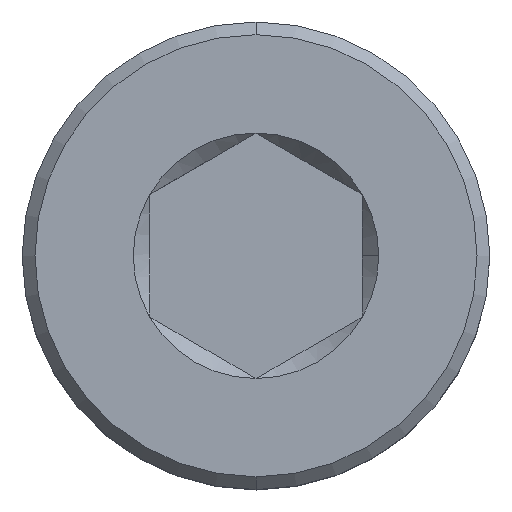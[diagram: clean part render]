
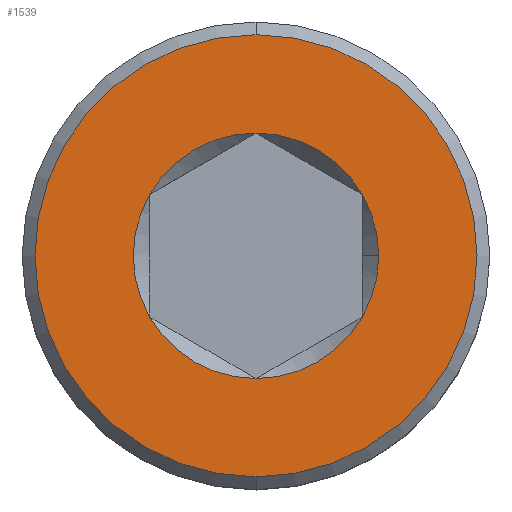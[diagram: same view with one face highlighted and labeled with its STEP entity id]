
A CAD part, top view. The second image highlights one B-rep face of the part: STEP entity #1539.
In plain terms, the highlighted planar face has unit normal (0, 0, 1).
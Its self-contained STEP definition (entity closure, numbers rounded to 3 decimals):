
#18=FACE_BOUND('',#219,.T.);
#20=PLANE('',#1652);
#128=FACE_OUTER_BOUND('',#218,.T.);
#218=EDGE_LOOP('',(#1200,#1201));
#219=EDGE_LOOP('',(#1202,#1203,#1204,#1205,#1206,#1207,#1208));
#249=CIRCLE('',#1644,1.443);
#253=CIRCLE('',#1651,2.6);
#254=CIRCLE('',#1653,2.6);
#255=CIRCLE('',#1654,1.443);
#256=CIRCLE('',#1655,1.443);
#257=CIRCLE('',#1656,1.443);
#258=CIRCLE('',#1657,1.443);
#259=CIRCLE('',#1658,1.443);
#260=CIRCLE('',#1659,1.443);
#678=VERTEX_POINT('',#3149);
#679=VERTEX_POINT('',#3156);
#686=VERTEX_POINT('',#3175);
#687=VERTEX_POINT('',#3176);
#688=VERTEX_POINT('',#3182);
#689=VERTEX_POINT('',#3183);
#690=VERTEX_POINT('',#3185);
#691=VERTEX_POINT('',#3187);
#692=VERTEX_POINT('',#3189);
#891=EDGE_CURVE('',#679,#678,#249,.T.);
#899=EDGE_CURVE('',#686,#687,#253,.T.);
#902=EDGE_CURVE('',#687,#686,#254,.T.);
#903=EDGE_CURVE('',#688,#689,#255,.T.);
#904=EDGE_CURVE('',#690,#688,#256,.T.);
#905=EDGE_CURVE('',#691,#690,#257,.T.);
#906=EDGE_CURVE('',#692,#691,#258,.T.);
#907=EDGE_CURVE('',#678,#692,#259,.T.);
#908=EDGE_CURVE('',#689,#679,#260,.T.);
#1200=ORIENTED_EDGE('',*,*,#899,.F.);
#1201=ORIENTED_EDGE('',*,*,#902,.F.);
#1202=ORIENTED_EDGE('',*,*,#903,.F.);
#1203=ORIENTED_EDGE('',*,*,#904,.F.);
#1204=ORIENTED_EDGE('',*,*,#905,.F.);
#1205=ORIENTED_EDGE('',*,*,#906,.F.);
#1206=ORIENTED_EDGE('',*,*,#907,.F.);
#1207=ORIENTED_EDGE('',*,*,#891,.F.);
#1208=ORIENTED_EDGE('',*,*,#908,.F.);
#1539=ADVANCED_FACE('',(#128,#18),#20,.T.);
#1644=AXIS2_PLACEMENT_3D('',#3158,#1883,#1884);
#1651=AXIS2_PLACEMENT_3D('',#3177,#1901,#1902);
#1652=AXIS2_PLACEMENT_3D('',#3180,#1905,#1906);
#1653=AXIS2_PLACEMENT_3D('',#3181,#1907,#1908);
#1654=AXIS2_PLACEMENT_3D('',#3184,#1909,#1910);
#1655=AXIS2_PLACEMENT_3D('',#3186,#1911,#1912);
#1656=AXIS2_PLACEMENT_3D('',#3188,#1913,#1914);
#1657=AXIS2_PLACEMENT_3D('',#3190,#1915,#1916);
#1658=AXIS2_PLACEMENT_3D('',#3191,#1917,#1918);
#1659=AXIS2_PLACEMENT_3D('',#3192,#1919,#1920);
#1883=DIRECTION('center_axis',(0.,0.,
1.));
#1884=DIRECTION('ref_axis',(1.,0.,0.));
#1901=DIRECTION('center_axis',(0.,0.,
-1.));
#1902=DIRECTION('ref_axis',(0.,1.,0.));
#1905=DIRECTION('center_axis',(0.,0.,
1.));
#1906=DIRECTION('ref_axis',(0.,-1.,0.));
#1907=DIRECTION('center_axis',(0.,0.,
-1.));
#1908=DIRECTION('ref_axis',(0.,1.,0.));
#1909=DIRECTION('center_axis',(0.,0.,
1.));
#1910=DIRECTION('ref_axis',(1.,0.,0.));
#1911=DIRECTION('center_axis',(0.,0.,
1.));
#1912=DIRECTION('ref_axis',(1.,0.,0.));
#1913=DIRECTION('center_axis',(0.,0.,
1.));
#1914=DIRECTION('ref_axis',(1.,0.,0.));
#1915=DIRECTION('center_axis',(0.,0.,
1.));
#1916=DIRECTION('ref_axis',(1.,0.,0.));
#1917=DIRECTION('center_axis',(0.,0.,
1.));
#1918=DIRECTION('ref_axis',(1.,0.,0.));
#1919=DIRECTION('center_axis',(0.,0.,
1.));
#1920=DIRECTION('ref_axis',(1.,0.,0.));
#3149=CARTESIAN_POINT('',(-38.294,-20.975,9.));
#3156=CARTESIAN_POINT('',(-38.1,-21.696,9.));
#3158=CARTESIAN_POINT('Origin',(-39.544,-21.696,9.));
#3175=CARTESIAN_POINT('',(-39.544,-19.096,9.));
#3176=CARTESIAN_POINT('',(-39.544,-24.296,9.));
#3177=CARTESIAN_POINT('Origin',(-39.544,-21.696,9.));
#3180=CARTESIAN_POINT('Origin',(-39.544,-21.696,9.));
#3181=CARTESIAN_POINT('Origin',(-39.544,-21.696,9.));
#3182=CARTESIAN_POINT('',(-39.544,-23.14,9.));
#3183=CARTESIAN_POINT('',(-38.294,-22.418,9.));
#3184=CARTESIAN_POINT('Origin',(-39.544,-21.696,9.));
#3185=CARTESIAN_POINT('',(-40.794,-22.418,9.));
#3186=CARTESIAN_POINT('Origin',(-39.544,-21.696,9.));
#3187=CARTESIAN_POINT('',(-40.794,-20.975,9.));
#3188=CARTESIAN_POINT('Origin',(-39.544,-21.696,9.));
#3189=CARTESIAN_POINT('',(-39.544,-20.253,9.));
#3190=CARTESIAN_POINT('Origin',(-39.544,-21.696,9.));
#3191=CARTESIAN_POINT('Origin',(-39.544,-21.696,9.));
#3192=CARTESIAN_POINT('Origin',(-39.544,-21.696,9.));
